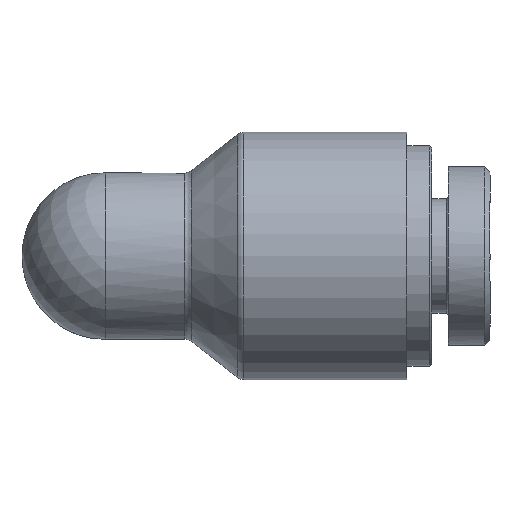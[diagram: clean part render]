
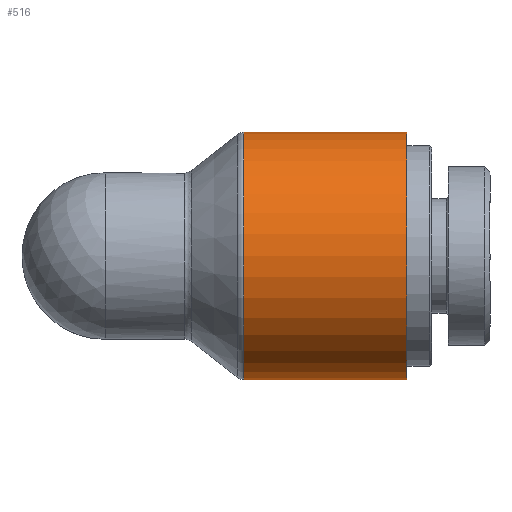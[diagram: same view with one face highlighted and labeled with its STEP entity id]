
A CAD part, top view. The second image highlights one B-rep face of the part: STEP entity #516.
In plain terms, the highlighted cylindrical face has radius 5.95 mm (diameter 11.9 mm), a full revolution.
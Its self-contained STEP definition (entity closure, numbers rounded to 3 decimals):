
#485=CARTESIAN_POINT('',(6.672,5.95,0.));
#486=VERTEX_POINT('',#485);
#487=CARTESIAN_POINT('',(6.672,0.,0.0));
#488=DIRECTION('',(-1.0,0.0,0.0));
#489=DIRECTION('',(0.0,-1.0,0.0));
#490=AXIS2_PLACEMENT_3D('',#487,#488,#489);
#491=CIRCLE('',#490,5.95);
#492=EDGE_CURVE('',#486,#486,#491,.T.);
#497=CARTESIAN_POINT('',(10.5,0.,0.0));
#498=DIRECTION('',(1.0,0.,0.0));
#499=DIRECTION('',(0.0,1.0,0.0));
#500=AXIS2_PLACEMENT_3D('',#497,#498,#499);
#501=CYLINDRICAL_SURFACE('',#500,5.95);
#502=CARTESIAN_POINT('',(14.5,5.95,0.0));
#503=VERTEX_POINT('',#502);
#504=CARTESIAN_POINT('',(14.5,0.,0.0));
#505=DIRECTION('',(1.0,0.0,0.0));
#506=DIRECTION('',(0.0,1.0,0.0));
#507=AXIS2_PLACEMENT_3D('',#504,#505,#506);
#508=CIRCLE('',#507,5.95);
#509=EDGE_CURVE('',#503,#503,#508,.T.);
#510=ORIENTED_EDGE('',*,*,#509,.F.);
#511=EDGE_LOOP('',(#510));
#512=FACE_OUTER_BOUND('',#511,.T.);
#513=ORIENTED_EDGE('',*,*,#492,.F.);
#514=EDGE_LOOP('',(#513));
#515=FACE_BOUND('',#514,.T.);
#516=ADVANCED_FACE('',(#512,#515),#501,.T.);
